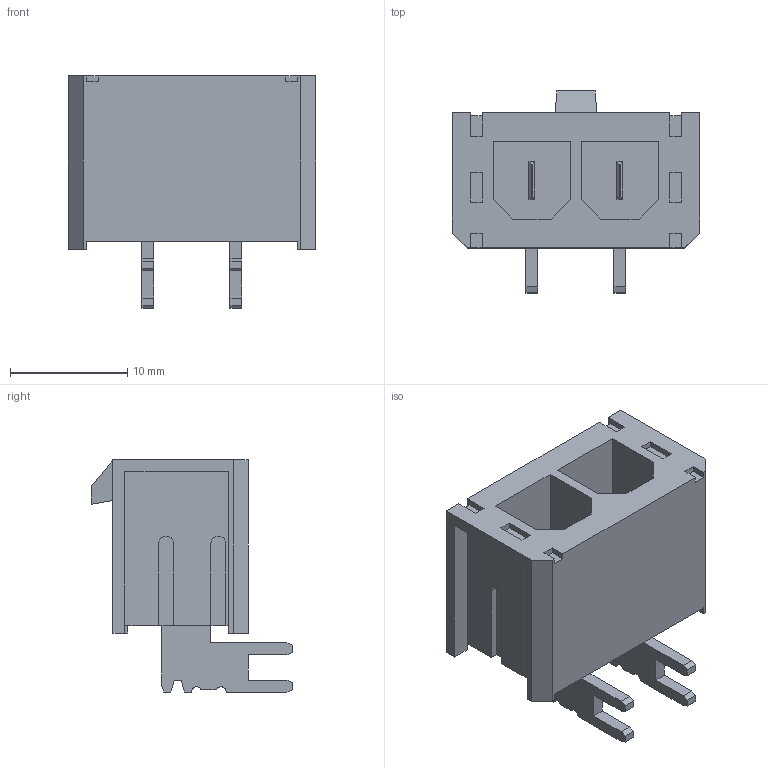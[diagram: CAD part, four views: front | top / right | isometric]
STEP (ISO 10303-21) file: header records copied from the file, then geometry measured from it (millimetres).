
FILE_DESCRIPTION((''),'2;1');
FILE_NAME('431601102','2015-07-31T',('me'),(''),'PRO/ENGINEER BY PARAMETRIC TECHNOLOGY CORPORATION, 2011490','PRO/ENGINEER BY PARAMETRIC TECHNOLOGY CORPORATION, 2011490','');
FILE_SCHEMA(('CONFIG_CONTROL_DESIGN'));
Length unit declared in the file: inch
Products named in the file (1): 431601102
Bounding box: 21.08 x 17.2 x 19.79 mm (x, y, z)
Volume: 1998.7 mm3; surface area: 2554.7 mm2
Topology: 1 solids, 1 shells, 171 faces, 471 edges, 310 vertices
Faces by surface type: plane 163, cylinder 8
Entity records: 5362 total; most frequent: CARTESIAN_POINT 945, ORIENTED_EDGE 926, DIRECTION 839, EDGE_CURVE 463, VECTOR 447, LINE 447, VERTEX_POINT 302, AXIS2_PLACEMENT_3D 196
